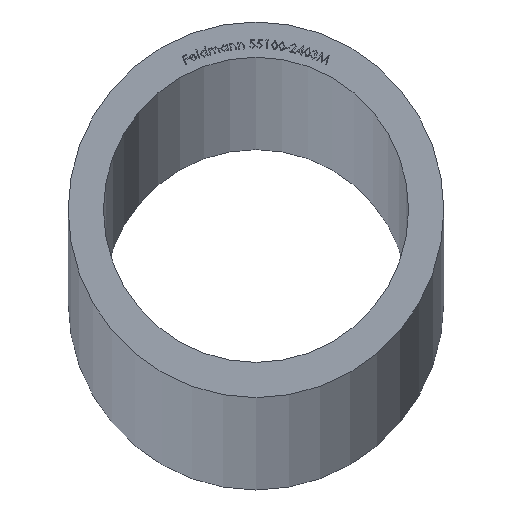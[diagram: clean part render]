
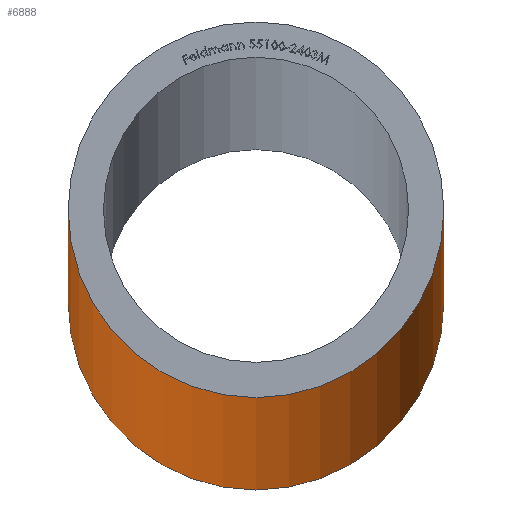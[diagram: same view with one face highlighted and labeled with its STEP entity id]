
A CAD part, top view. The second image highlights one B-rep face of the part: STEP entity #6888.
In plain terms, the highlighted cylindrical face has radius 10.65 mm (diameter 21.3 mm), a partial arc.
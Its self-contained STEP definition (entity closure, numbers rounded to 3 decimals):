
#639 = VERTEX_POINT ( 'NONE', #6543 ) ;
#682 = DIRECTION ( 'NONE',  ( 0., 0., 1. ) ) ;
#2677 = LINE ( 'NONE', #3978, #4932 ) ;
#3135 = EDGE_CURVE ( 'NONE', #639, #10080, #2677, .T. ) ;
#3212 = CYLINDRICAL_SURFACE ( 'NONE', #10442, 10.65 ) ;
#3390 = DIRECTION ( 'NONE',  ( 0., 0., 1. ) ) ;
#3870 = CARTESIAN_POINT ( 'NONE',  ( 10.65, 0., -3000. ) ) ;
#3936 = CARTESIAN_POINT ( 'NONE',  ( 0., 0., 0. ) ) ;
#3978 = CARTESIAN_POINT ( 'NONE',  ( -10.65, 0., -3000. ) ) ;
#4932 = VECTOR ( 'NONE', #3390, 1000. ) ;
#4976 = DIRECTION ( 'NONE',  ( 0., 0., 1. ) ) ;
#5057 = DIRECTION ( 'NONE',  ( 1., 0., 0. ) ) ;
#5284 = EDGE_CURVE ( 'NONE', #639, #13615, #13433, .T. ) ;
#6204 = VERTEX_POINT ( 'NONE', #7161 ) ;
#6448 = CARTESIAN_POINT ( 'NONE',  ( 0., 0., -3000. ) ) ;
#6543 = CARTESIAN_POINT ( 'NONE',  ( -10.65, 0., -3000. ) ) ;
#6888 = ADVANCED_FACE ( 'NONE', ( #9122 ), #3212, .T. ) ;
#7161 = CARTESIAN_POINT ( 'NONE',  ( 10.65, 0., 0. ) ) ;
#7357 = CARTESIAN_POINT ( 'NONE',  ( 0., 0., -3000. ) ) ;
#8463 = DIRECTION ( 'NONE',  ( 1., 0., 0. ) ) ;
#8676 = DIRECTION ( 'NONE',  ( 0., 0., 1. ) ) ;
#8872 = VECTOR ( 'NONE', #4976, 1000. ) ;
#9122 = FACE_OUTER_BOUND ( 'NONE', #9897, .T. ) ;
#9394 = EDGE_CURVE ( 'NONE', #10080, #6204, #13561, .T. ) ;
#9503 = AXIS2_PLACEMENT_3D ( 'NONE', #7357, #682, #8463 ) ;
#9897 = EDGE_LOOP ( 'NONE', ( #10555, #10426, #10413, #10253 ) ) ;
#10080 = VERTEX_POINT ( 'NONE', #12273 ) ;
#10253 = ORIENTED_EDGE ( 'NONE', *, *, #9394, .F. ) ;
#10413 = ORIENTED_EDGE ( 'NONE', *, *, #10563, .T. ) ;
#10426 = ORIENTED_EDGE ( 'NONE', *, *, #5284, .T. ) ;
#10442 = AXIS2_PLACEMENT_3D ( 'NONE', #6448, #8676, #14053 ) ;
#10555 = ORIENTED_EDGE ( 'NONE', *, *, #3135, .F. ) ;
#10563 = EDGE_CURVE ( 'NONE', #13615, #6204, #11487, .T. ) ;
#11487 = LINE ( 'NONE', #12865, #8872 ) ;
#11695 = DIRECTION ( 'NONE',  ( 0., 0., 1. ) ) ;
#12273 = CARTESIAN_POINT ( 'NONE',  ( -10.65, 0., 0. ) ) ;
#12776 = AXIS2_PLACEMENT_3D ( 'NONE', #3936, #11695, #5057 ) ;
#12865 = CARTESIAN_POINT ( 'NONE',  ( 10.65, 0., -3000. ) ) ;
#13433 = CIRCLE ( 'NONE', #9503, 10.65 ) ;
#13561 = CIRCLE ( 'NONE', #12776, 10.65 ) ;
#13615 = VERTEX_POINT ( 'NONE', #3870 ) ;
#14053 = DIRECTION ( 'NONE',  ( 1., 0., 0. ) ) ;
